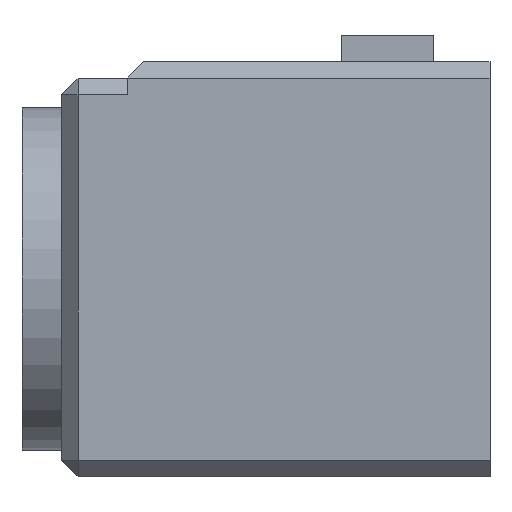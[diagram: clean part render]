
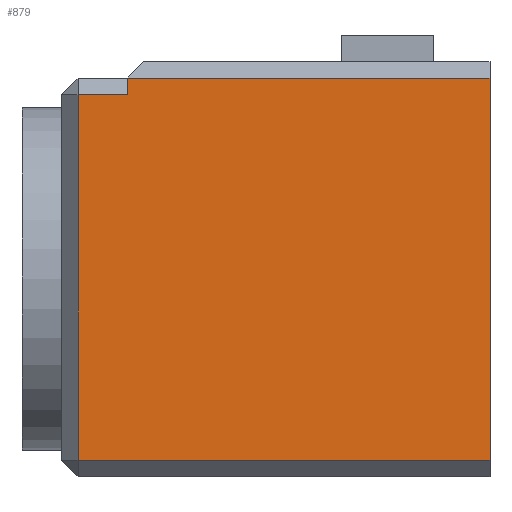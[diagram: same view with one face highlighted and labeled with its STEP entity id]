
A CAD part, left-side view. The second image highlights one B-rep face of the part: STEP entity #879.
In plain terms, the highlighted planar face has unit normal (-1, 0, 0).
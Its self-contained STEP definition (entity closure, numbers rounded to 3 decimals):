
#73=FACE_OUTER_BOUND('',#124,.T.);
#124=EDGE_LOOP('',(#727,#728,#729,#730,#731,#732));
#175=LINE('',#1292,#281);
#223=LINE('',#1427,#329);
#224=LINE('',#1430,#330);
#225=LINE('',#1432,#331);
#226=LINE('',#1434,#332);
#227=LINE('',#1435,#333);
#281=VECTOR('',#1035,10.);
#329=VECTOR('',#1157,10.);
#330=VECTOR('',#1160,10.);
#331=VECTOR('',#1161,10.);
#332=VECTOR('',#1162,10.);
#333=VECTOR('',#1163,10.);
#381=VERTEX_POINT('',#1289);
#382=VERTEX_POINT('',#1291);
#421=VERTEX_POINT('',#1423);
#422=VERTEX_POINT('',#1429);
#423=VERTEX_POINT('',#1431);
#424=VERTEX_POINT('',#1433);
#464=EDGE_CURVE('',#382,#381,#175,.T.);
#528=EDGE_CURVE('',#421,#381,#223,.T.);
#529=EDGE_CURVE('',#421,#422,#224,.T.);
#530=EDGE_CURVE('',#423,#422,#225,.T.);
#531=EDGE_CURVE('',#424,#423,#226,.T.);
#532=EDGE_CURVE('',#382,#424,#227,.T.);
#727=ORIENTED_EDGE('',*,*,#528,.F.);
#728=ORIENTED_EDGE('',*,*,#529,.T.);
#729=ORIENTED_EDGE('',*,*,#530,.F.);
#730=ORIENTED_EDGE('',*,*,#531,.F.);
#731=ORIENTED_EDGE('',*,*,#532,.F.);
#732=ORIENTED_EDGE('',*,*,#464,.T.);
#831=PLANE('',#966);
#879=ADVANCED_FACE('',(#73),#831,.T.);
#966=AXIS2_PLACEMENT_3D('',#1428,#1158,#1159);
#1035=DIRECTION('',(0.,0.,1.));
#1157=DIRECTION('',(0.,-1.,0.));
#1158=DIRECTION('center_axis',(-1.,0.,0.));
#1159=DIRECTION('ref_axis',(0.,0.,1.));
#1160=DIRECTION('',(0.,0.,-1.));
#1161=DIRECTION('',(0.,-1.,0.));
#1162=DIRECTION('',(0.,0.,1.));
#1163=DIRECTION('',(0.,1.,0.));
#1289=CARTESIAN_POINT('',(-6.3,0.,5.8));
#1291=CARTESIAN_POINT('',(-6.3,0.,-5.8));
#1292=CARTESIAN_POINT('',(-6.3,0.,-6.3));
#1423=CARTESIAN_POINT('',(-6.3,11.,5.8));
#1427=CARTESIAN_POINT('',(-6.3,0.,5.8));
#1428=CARTESIAN_POINT('Origin',(-6.3,0.,-6.3));
#1429=CARTESIAN_POINT('',(-6.3,11.,5.3));
#1430=CARTESIAN_POINT('',(-6.3,11.,0.));
#1431=CARTESIAN_POINT('',(-6.3,12.5,5.3));
#1432=CARTESIAN_POINT('',(-6.3,6.,5.3));
#1433=CARTESIAN_POINT('',(-6.3,12.5,-5.8));
#1434=CARTESIAN_POINT('',(-6.3,12.5,-3.15));
#1435=CARTESIAN_POINT('',(-6.3,0.,-5.8));
